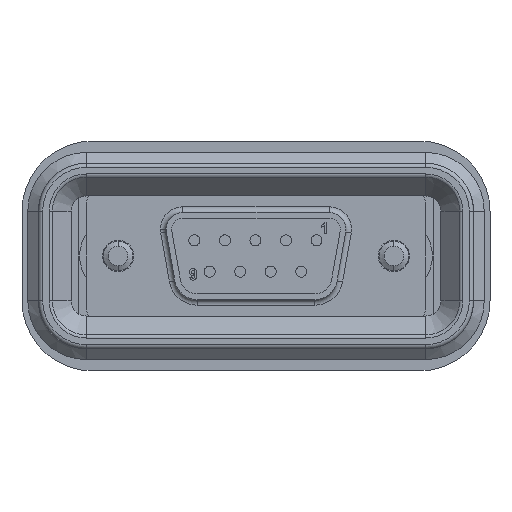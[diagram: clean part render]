
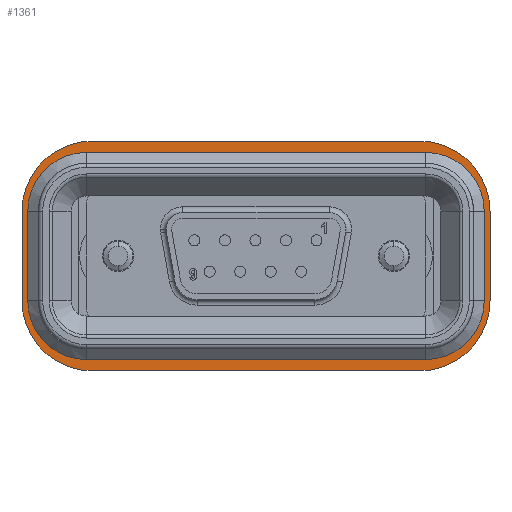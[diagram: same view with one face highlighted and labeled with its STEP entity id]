
A CAD part, front view. The second image highlights one B-rep face of the part: STEP entity #1361.
In plain terms, the highlighted planar face has unit normal (0, -1, 0).
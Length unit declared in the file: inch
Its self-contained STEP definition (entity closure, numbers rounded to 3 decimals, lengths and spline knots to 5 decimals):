
#1285 = VERTEX_POINT ( 'NONE', #10445 ) ;
#1296 = VERTEX_POINT ( 'NONE', #10430 ) ;
#1298 = EDGE_CURVE ( 'NONE', #1299, #1296, #10428, .T. ) ;
#1299 = VERTEX_POINT ( 'NONE', #10489 ) ;
#1331 = ORIENTED_EDGE ( 'NONE', *, *, #1298, .T. ) ;
#1332 = ORIENTED_EDGE ( 'NONE', *, *, #1333, .T. ) ;
#1333 = EDGE_CURVE ( 'NONE', #1296, #1334, #10493, .T. ) ;
#1334 = VERTEX_POINT ( 'NONE', #10551 ) ;
#1335 = ORIENTED_EDGE ( 'NONE', *, *, #1336, .T. ) ;
#1336 = EDGE_CURVE ( 'NONE', #1334, #1337, #10550, .T. ) ;
#1337 = VERTEX_POINT ( 'NONE', #10546 ) ;
#1338 = ORIENTED_EDGE ( 'NONE', *, *, #1339, .T. ) ;
#1339 = EDGE_CURVE ( 'NONE', #1337, #1340, #10545, .T. ) ;
#1340 = VERTEX_POINT ( 'NONE', #10540 ) ;
#1341 = ORIENTED_EDGE ( 'NONE', *, *, #1342, .F. ) ;
#1342 = EDGE_CURVE ( 'NONE', #1343, #1340, #10539, .T. ) ;
#1343 = VERTEX_POINT ( 'NONE', #10535 ) ;
#1344 = VERTEX_POINT ( 'NONE', #10534 ) ;
#1345 = ORIENTED_EDGE ( 'NONE', *, *, #1346, .F. ) ;
#1346 = EDGE_CURVE ( 'NONE', #1285, #1372, #10533, .T. ) ;
#1347 = ORIENTED_EDGE ( 'NONE', *, *, #1348, .F. ) ;
#1348 = EDGE_CURVE ( 'NONE', #1349, #1285, #10528, .T. ) ;
#1349 = VERTEX_POINT ( 'NONE', #10524 ) ;
#1350 = ORIENTED_EDGE ( 'NONE', *, *, #1351, .F. ) ;
#1351 = EDGE_CURVE ( 'NONE', #1352, #1349, #10585, .T. ) ;
#1352 = VERTEX_POINT ( 'NONE', #10581 ) ;
#1353 = ORIENTED_EDGE ( 'NONE', *, *, #1354, .F. ) ;
#1354 = EDGE_CURVE ( 'NONE', #1355, #1352, #10580, .T. ) ;
#1355 = VERTEX_POINT ( 'NONE', #10576 ) ;
#1356 = ORIENTED_EDGE ( 'NONE', *, *, #1357, .F. ) ;
#1357 = EDGE_CURVE ( 'NONE', #1366, #1355, #10575, .T. ) ;
#1358 = EDGE_LOOP ( 'NONE', ( #1331, #1332, #1335, #1338, #1341, #1403, #1405, #1408 ) ) ;
#1361 = ADVANCED_FACE ( 'NONE', ( #10566, #10565 ), #10564, .F. ) ;
#1362 = EDGE_LOOP ( 'NONE', ( #1363, #1367, #1370, #1345, #1347, #1350, #1353, #1356 ) ) ;
#1363 = ORIENTED_EDGE ( 'NONE', *, *, #1364, .F. ) ;
#1364 = EDGE_CURVE ( 'NONE', #1365, #1366, #10559, .T. ) ;
#1365 = VERTEX_POINT ( 'NONE', #10555 ) ;
#1366 = VERTEX_POINT ( 'NONE', #10554 ) ;
#1367 = ORIENTED_EDGE ( 'NONE', *, *, #1368, .F. ) ;
#1368 = EDGE_CURVE ( 'NONE', #1369, #1365, #10617, .T. ) ;
#1369 = VERTEX_POINT ( 'NONE', #10613 ) ;
#1370 = ORIENTED_EDGE ( 'NONE', *, *, #1371, .F. ) ;
#1371 = EDGE_CURVE ( 'NONE', #1372, #1369, #10612, .T. ) ;
#1372 = VERTEX_POINT ( 'NONE', #10608 ) ;
#1403 = ORIENTED_EDGE ( 'NONE', *, *, #1404, .T. ) ;
#1404 = EDGE_CURVE ( 'NONE', #1343, #1344, #10620, .T. ) ;
#1405 = ORIENTED_EDGE ( 'NONE', *, *, #1406, .F. ) ;
#1406 = EDGE_CURVE ( 'NONE', #1407, #1344, #10681, .T. ) ;
#1407 = VERTEX_POINT ( 'NONE', #10677 ) ;
#1408 = ORIENTED_EDGE ( 'NONE', *, *, #1409, .T. ) ;
#1409 = EDGE_CURVE ( 'NONE', #1407, #1299, #10676, .T. ) ;
#3129 = DIRECTION ( 'NONE',  ( 0., 0., -1. ) ) ;
#9904 = VECTOR ( 'NONE', #3129, 39.37008 ) ;
#10427 = CARTESIAN_POINT ( 'NONE',  ( -0.835, 0., 0.41 ) ) ;
#10428 = LINE ( 'NONE', #10427, #9904 ) ;
#10430 = CARTESIAN_POINT ( 'NONE',  ( -0.835, 0., -0.16 ) ) ;
#10445 = CARTESIAN_POINT ( 'NONE',  ( 0.795, 0., 0.16 ) ) ;
#10489 = CARTESIAN_POINT ( 'NONE',  ( -0.835, 0., 0.16 ) ) ;
#10490 = DIRECTION ( 'NONE',  ( 0., -1., 0. ) ) ;
#10491 = CARTESIAN_POINT ( 'NONE',  ( -0.585, 0., -0.16 ) ) ;
#10492 = AXIS2_PLACEMENT_3D ( 'NONE', #10491, #10490, #10552 ) ;
#10493 = CIRCLE ( 'NONE', #10492, 0.25 ) ;
#10523 = CARTESIAN_POINT ( 'NONE',  ( 0.585, 0., -0.16 ) ) ;
#10524 = CARTESIAN_POINT ( 'NONE',  ( 0.795, 0., -0.16 ) ) ;
#10525 = DIRECTION ( 'NONE',  ( 0., 0., 1. ) ) ;
#10526 = VECTOR ( 'NONE', #10525, 39.37008 ) ;
#10527 = CARTESIAN_POINT ( 'NONE',  ( 0.795, 0., -0.16 ) ) ;
#10528 = LINE ( 'NONE', #10527, #10526 ) ;
#10529 = DIRECTION ( 'NONE',  ( 0., 0., -1. ) ) ;
#10530 = DIRECTION ( 'NONE',  ( 0., -1., 0. ) ) ;
#10531 = CARTESIAN_POINT ( 'NONE',  ( 0.585, 0., 0.16 ) ) ;
#10532 = AXIS2_PLACEMENT_3D ( 'NONE', #10531, #10530, #10529 ) ;
#10533 = CIRCLE ( 'NONE', #10532, 0.21 ) ;
#10534 = CARTESIAN_POINT ( 'NONE',  ( 0.585, 0., 0.41 ) ) ;
#10535 = CARTESIAN_POINT ( 'NONE',  ( 0.835, 0., 0.16 ) ) ;
#10536 = DIRECTION ( 'NONE',  ( 0., 0., -1. ) ) ;
#10537 = VECTOR ( 'NONE', #10536, 39.37008 ) ;
#10538 = CARTESIAN_POINT ( 'NONE',  ( 0.835, 0., 0.41 ) ) ;
#10539 = LINE ( 'NONE', #10538, #10537 ) ;
#10540 = CARTESIAN_POINT ( 'NONE',  ( 0.835, 0., -0.16 ) ) ;
#10541 = DIRECTION ( 'NONE',  ( 0., 0., 1. ) ) ;
#10542 = DIRECTION ( 'NONE',  ( 0., -1., 0. ) ) ;
#10543 = CARTESIAN_POINT ( 'NONE',  ( 0.585, 0., -0.16 ) ) ;
#10544 = AXIS2_PLACEMENT_3D ( 'NONE', #10543, #10542, #10541 ) ;
#10545 = CIRCLE ( 'NONE', #10544, 0.25 ) ;
#10546 = CARTESIAN_POINT ( 'NONE',  ( 0.585, 0., -0.41 ) ) ;
#10547 = DIRECTION ( 'NONE',  ( 1., 0., 0. ) ) ;
#10548 = VECTOR ( 'NONE', #10547, 39.37008 ) ;
#10549 = CARTESIAN_POINT ( 'NONE',  ( -0.835, 0., -0.41 ) ) ;
#10550 = LINE ( 'NONE', #10549, #10548 ) ;
#10551 = CARTESIAN_POINT ( 'NONE',  ( -0.585, 0., -0.41 ) ) ;
#10552 = DIRECTION ( 'NONE',  ( 0., 0., 1. ) ) ;
#10553 = CARTESIAN_POINT ( 'NONE',  ( -0.585, 0., 0.16 ) ) ;
#10554 = CARTESIAN_POINT ( 'NONE',  ( -0.795, 0., -0.16 ) ) ;
#10555 = CARTESIAN_POINT ( 'NONE',  ( -0.795, 0., 0.16 ) ) ;
#10556 = DIRECTION ( 'NONE',  ( 0., 0., -1. ) ) ;
#10557 = VECTOR ( 'NONE', #10556, 39.37008 ) ;
#10558 = CARTESIAN_POINT ( 'NONE',  ( -0.795, 0., 0.16 ) ) ;
#10559 = LINE ( 'NONE', #10558, #10557 ) ;
#10560 = DIRECTION ( 'NONE',  ( 0., 0., 1. ) ) ;
#10561 = DIRECTION ( 'NONE',  ( 0., 1., 0. ) ) ;
#10562 = CARTESIAN_POINT ( 'NONE',  ( -0.835, 0., 0.41 ) ) ;
#10563 = AXIS2_PLACEMENT_3D ( 'NONE', #10562, #10561, #10560 ) ;
#10564 = PLANE ( 'NONE',  #10563 ) ;
#10565 = FACE_OUTER_BOUND ( 'NONE', #1358, .T. ) ;
#10566 = FACE_BOUND ( 'NONE', #1362, .T. ) ;
#10571 = DIRECTION ( 'NONE',  ( 0., 0., -1. ) ) ;
#10572 = DIRECTION ( 'NONE',  ( 0., -1., 0. ) ) ;
#10573 = CARTESIAN_POINT ( 'NONE',  ( -0.585, 0., -0.16 ) ) ;
#10574 = AXIS2_PLACEMENT_3D ( 'NONE', #10573, #10572, #10571 ) ;
#10575 = CIRCLE ( 'NONE', #10574, 0.21 ) ;
#10576 = CARTESIAN_POINT ( 'NONE',  ( -0.585, 0., -0.37 ) ) ;
#10577 = DIRECTION ( 'NONE',  ( 1., 0., 0. ) ) ;
#10578 = VECTOR ( 'NONE', #10577, 39.37008 ) ;
#10579 = CARTESIAN_POINT ( 'NONE',  ( -0.585, 0., -0.37 ) ) ;
#10580 = LINE ( 'NONE', #10579, #10578 ) ;
#10581 = CARTESIAN_POINT ( 'NONE',  ( 0.585, 0., -0.37 ) ) ;
#10582 = DIRECTION ( 'NONE',  ( 0., 0., -1. ) ) ;
#10583 = DIRECTION ( 'NONE',  ( 0., -1., 0. ) ) ;
#10584 = AXIS2_PLACEMENT_3D ( 'NONE', #10523, #10583, #10582 ) ;
#10585 = CIRCLE ( 'NONE', #10584, 0.21 ) ;
#10608 = CARTESIAN_POINT ( 'NONE',  ( 0.585, 0., 0.37 ) ) ;
#10609 = DIRECTION ( 'NONE',  ( -1., 0., 0. ) ) ;
#10610 = VECTOR ( 'NONE', #10609, 39.37008 ) ;
#10611 = CARTESIAN_POINT ( 'NONE',  ( 0.585, 0., 0.37 ) ) ;
#10612 = LINE ( 'NONE', #10611, #10610 ) ;
#10613 = CARTESIAN_POINT ( 'NONE',  ( -0.585, 0., 0.37 ) ) ;
#10614 = DIRECTION ( 'NONE',  ( 0., 0., -1. ) ) ;
#10615 = DIRECTION ( 'NONE',  ( 0., -1., 0. ) ) ;
#10616 = AXIS2_PLACEMENT_3D ( 'NONE', #10553, #10615, #10614 ) ;
#10617 = CIRCLE ( 'NONE', #10616, 0.21 ) ;
#10618 = CARTESIAN_POINT ( 'NONE',  ( 0.585, 0., 0.16 ) ) ;
#10619 = AXIS2_PLACEMENT_3D ( 'NONE', #10618, #10683, #10682 ) ;
#10620 = CIRCLE ( 'NONE', #10619, 0.25 ) ;
#10672 = DIRECTION ( 'NONE',  ( 0., 0., 1. ) ) ;
#10673 = DIRECTION ( 'NONE',  ( 0., -1., 0. ) ) ;
#10674 = CARTESIAN_POINT ( 'NONE',  ( -0.585, 0., 0.16 ) ) ;
#10675 = AXIS2_PLACEMENT_3D ( 'NONE', #10674, #10673, #10672 ) ;
#10676 = CIRCLE ( 'NONE', #10675, 0.25 ) ;
#10677 = CARTESIAN_POINT ( 'NONE',  ( -0.585, 0., 0.41 ) ) ;
#10678 = DIRECTION ( 'NONE',  ( 1., 0., 0. ) ) ;
#10679 = VECTOR ( 'NONE', #10678, 39.37008 ) ;
#10680 = CARTESIAN_POINT ( 'NONE',  ( -0.835, 0., 0.41 ) ) ;
#10681 = LINE ( 'NONE', #10680, #10679 ) ;
#10682 = DIRECTION ( 'NONE',  ( 0., 0., 1. ) ) ;
#10683 = DIRECTION ( 'NONE',  ( 0., -1., 0. ) ) ;
